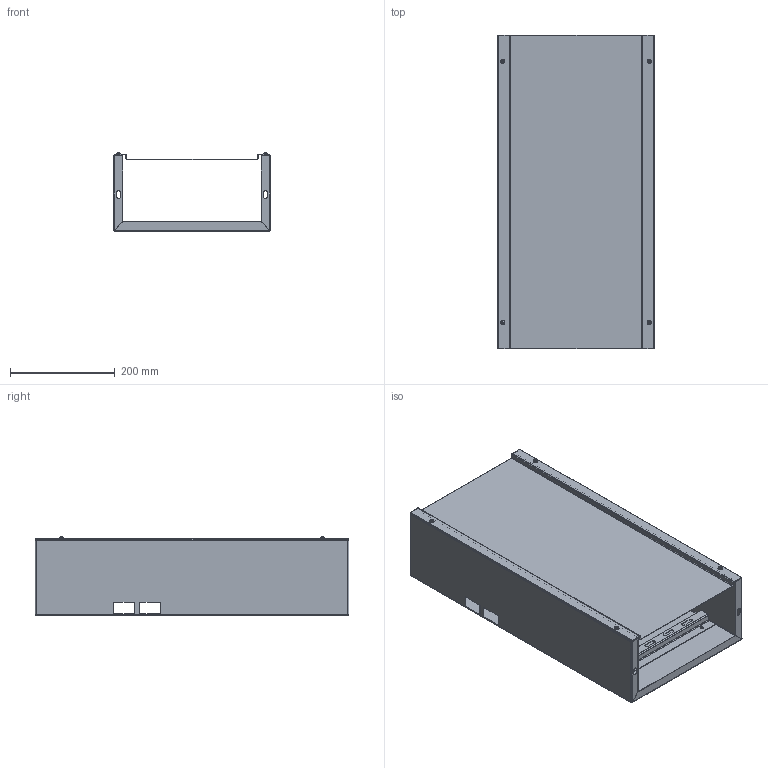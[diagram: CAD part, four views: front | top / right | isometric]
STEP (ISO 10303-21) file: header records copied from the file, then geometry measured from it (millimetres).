
FILE_DESCRIPTION (( 'STEP AP203' ), '1' );
FILE_NAME ('ÌÈ-1798.00.00.000 Êîðîá âåðõíèé äëÿ ÊÑÑ-ÊÝÒ (600õ300õ150) EKF Basic.STEP', '2021-04-26T12:06:57', ( '' ), ( '' ), 'SwSTEP 2.0', 'SolidWorks 2021', '' );
FILE_SCHEMA (( 'CONFIG_CONTROL_DESIGN' ));
Length unit declared in the file: millimetre
Products named in the file (8): pan head cross recess screw_din_DIN EN ISO 7045 - M4 x 16 - Z - 16N; Çàêëåïêà öèëèíäðè÷åñêàÿ Ì4 ÑÒ-Á ñ âíóòðåííåé ðåçüáîé_Œ8; ÌÈ-1798.01.00.000 Êîðïóñ â ñáîðå; ÌÈ-1796.01.00.002 Ðåéêà; Øïèëüêà Ì6õ12; ÌÈ-1798.00.00.000 Êîðîá âåðõíèé äëÿ ÊÑÑ-ÊÝÒ (600õ300õ150) EKF Basic; 昈-1798.01.00.001 扻豵鵨; 昈-1796.00.00.003 眈翴錪
Assembly tree (15 placements, depth 3):
  ÌÈ-1798.00.00.000 Êîðîá âåðõíèé äëÿ ÊÑÑ-ÊÝÒ (600õ300õ150) EKF Basic
    ÌÈ-1798.01.00.000 Êîðïóñ â ñáîðå
      昈-1798.01.00.001 扻豵鵨
      ÌÈ-1796.01.00.002 Ðåéêà  x2
      Øïèëüêà Ì6õ12  x2
      Çàêëåïêà öèëèíäðè÷åñêàÿ Ì4 ÑÒ-Á ñ âíóòðåííåé ðåçüáîé_Œ8  x4
    昈-1796.00.00.003 眈翴錪
    pan head cross recess screw_din_DIN EN ISO 7045 - M4 x 16 - Z - 16N  x4
Bounding box: 300 x 600 x 149.82 mm (x, y, z)
Volume: 501886.1 mm3; surface area: 1214160.9 mm2
Topology: 14 solids, 14 shells, 1080 faces, 2778 edges, 1764 vertices
Faces by surface type: plane 582, bspline 240, cylinder 166, cone 52, torus 32, sphere 8
Entity records: 17221 total; most frequent: CARTESIAN_POINT 5829, ORIENTED_EDGE 2210, DIRECTION 1961, EDGE_CURVE 1105, VECTOR 727, LINE 727, VERTEX_POINT 685, AXIS2_PLACEMENT_3D 617
